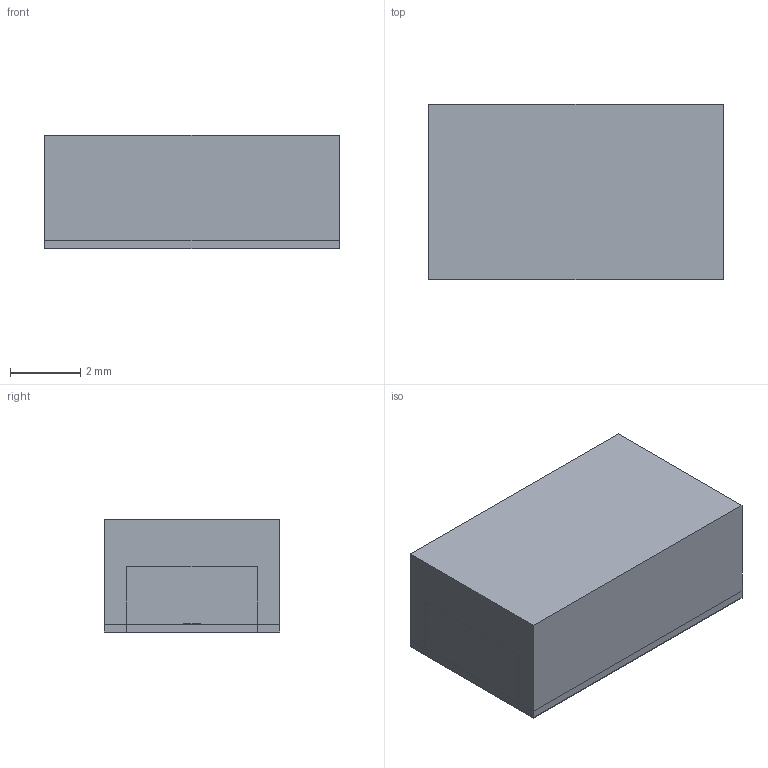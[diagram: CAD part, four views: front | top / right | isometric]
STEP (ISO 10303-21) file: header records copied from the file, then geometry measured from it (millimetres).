
FILE_DESCRIPTION(('STEP AP214'),'1');
FILE_NAME('Lowpass-2-2.stp','2021-09-09T19:07:01',('user'),(' '),'Spatial InterOp 3D','CST ACIS InterOp Converter 2016',' ');
FILE_SCHEMA(('AUTOMOTIVE_DESIGN { 1 0 10303 214 1 1 1 1 }'));
Length unit declared in the file: millimetre
Products named in the file (1): Substrate|Substrate
Bounding box: 8.4 x 5 x 3.24 mm (x, y, z)
Volume: 136.1 mm3; surface area: 363 mm2
Topology: 27 solids, 29 shells, 202 faces, 458 edges, 320 vertices
Faces by surface type: plane 187, cylinder 15
Entity records: 5916 total; most frequent: CARTESIAN_POINT 990, DIRECTION 956, ORIENTED_EDGE 884, EDGE_CURVE 446, LINE 424, VECTOR 424, VERTEX_POINT 300, AXIS2_PLACEMENT_3D 266
